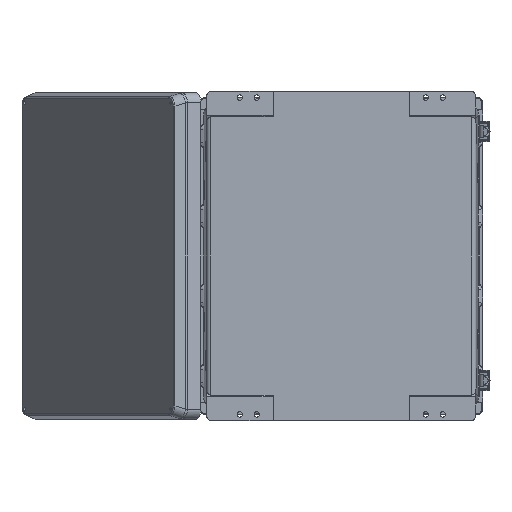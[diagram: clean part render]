
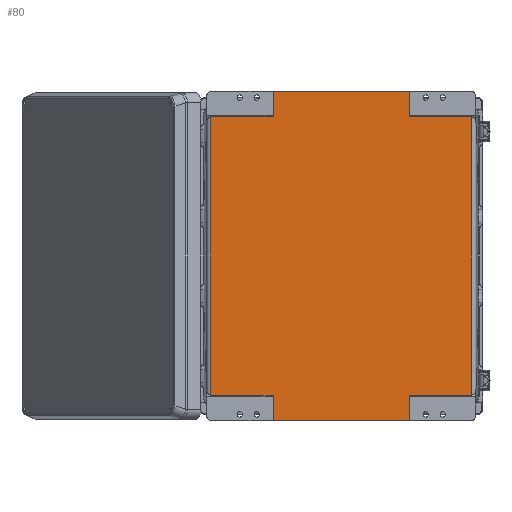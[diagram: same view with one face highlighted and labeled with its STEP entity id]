
A CAD part, front view. The second image highlights one B-rep face of the part: STEP entity #80.
In plain terms, the highlighted planar face has unit normal (0, -1, 0).
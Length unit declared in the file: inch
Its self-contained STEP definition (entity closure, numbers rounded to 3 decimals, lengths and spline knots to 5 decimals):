
#80 = ADVANCED_FACE ( 'NONE', ( #5192 ), #12085, .F. ) ;
#121 = CARTESIAN_POINT ( 'NONE',  ( 8.11811, 0.05906, -1.51961 ) ) ;
#185 = CARTESIAN_POINT ( 'NONE',  ( 4.03163, 0.05906, -19.48819 ) ) ;
#653 = DIRECTION ( 'NONE',  ( -1., 0., 0. ) ) ;
#2028 = EDGE_CURVE ( 'NONE', #17222, #2638, #20447, .T. ) ;
#2148 = VERTEX_POINT ( 'NONE', #185 ) ;
#2151 = ORIENTED_EDGE ( 'NONE', *, *, #38014, .T. ) ;
#2432 = EDGE_CURVE ( 'NONE', #15026, #17222, #33453, .T. ) ;
#2638 = VERTEX_POINT ( 'NONE', #17819 ) ;
#2769 = CARTESIAN_POINT ( 'NONE',  ( -8.11811, 0.05906, -1.51961 ) ) ;
#5192 = FACE_OUTER_BOUND ( 'NONE', #35279, .T. ) ;
#5848 = VERTEX_POINT ( 'NONE', #11889 ) ;
#5862 = ORIENTED_EDGE ( 'NONE', *, *, #7073, .F. ) ;
#7073 = EDGE_CURVE ( 'NONE', #46329, #2148, #39464, .T. ) ;
#8386 = VECTOR ( 'NONE', #45810, 39.37008 ) ;
#9374 = ORIENTED_EDGE ( 'NONE', *, *, #2028, .T. ) ;
#9857 = CARTESIAN_POINT ( 'NONE',  ( -4.03163, 0.05906, -17.96858 ) ) ;
#10088 = VECTOR ( 'NONE', #40778, 39.37008 ) ;
#11889 = CARTESIAN_POINT ( 'NONE',  ( -7.73754, 0.05906, -17.96858 ) ) ;
#12085 = PLANE ( 'NONE',  #13576 ) ;
#12099 = LINE ( 'NONE', #18365, #8386 ) ;
#12467 = CARTESIAN_POINT ( 'NONE',  ( 8.11811, 0.05906, -1.51961 ) ) ;
#12750 = LINE ( 'NONE', #47414, #22008 ) ;
#13261 = DIRECTION ( 'NONE',  ( 0., 0., 1. ) ) ;
#13576 = AXIS2_PLACEMENT_3D ( 'NONE', #121, #35500, #43302 ) ;
#14226 = VERTEX_POINT ( 'NONE', #32282 ) ;
#14673 = CARTESIAN_POINT ( 'NONE',  ( 7.73754, 0.05906, -1.51961 ) ) ;
#14991 = VERTEX_POINT ( 'NONE', #15029 ) ;
#15026 = VERTEX_POINT ( 'NONE', #26818 ) ;
#15029 = CARTESIAN_POINT ( 'NONE',  ( -4.03163, 0.05906, -1.51961 ) ) ;
#16595 = VECTOR ( 'NONE', #13261, 39.37008 ) ;
#17145 = LINE ( 'NONE', #14673, #46916 ) ;
#17222 = VERTEX_POINT ( 'NONE', #19025 ) ;
#17819 = CARTESIAN_POINT ( 'NONE',  ( -4.03163, 0.05906, 0. ) ) ;
#18200 = CARTESIAN_POINT ( 'NONE',  ( 7.73754, 0.05906, -1.51961 ) ) ;
#18225 = ORIENTED_EDGE ( 'NONE', *, *, #31740, .F. ) ;
#18365 = CARTESIAN_POINT ( 'NONE',  ( 8.11811, 0.05906, -17.96858 ) ) ;
#18443 = DIRECTION ( 'NONE',  ( 0., 0., 1. ) ) ;
#19025 = CARTESIAN_POINT ( 'NONE',  ( 4.03163, 0.05906, 0. ) ) ;
#19213 = CARTESIAN_POINT ( 'NONE',  ( 8.11811, 0.05906, 0. ) ) ;
#19402 = ORIENTED_EDGE ( 'NONE', *, *, #21615, .T. ) ;
#19784 = ORIENTED_EDGE ( 'NONE', *, *, #27115, .F. ) ;
#20447 = LINE ( 'NONE', #19213, #42822 ) ;
#20716 = EDGE_CURVE ( 'NONE', #49242, #35563, #31405, .T. ) ;
#21615 = EDGE_CURVE ( 'NONE', #5848, #49242, #12750, .T. ) ;
#21868 = EDGE_CURVE ( 'NONE', #14226, #46329, #12099, .T. ) ;
#22008 = VECTOR ( 'NONE', #51404, 39.37008 ) ;
#22886 = VECTOR ( 'NONE', #44412, 39.37008 ) ;
#23696 = CARTESIAN_POINT ( 'NONE',  ( -4.03163, 0.05906, -20.34606 ) ) ;
#23848 = CARTESIAN_POINT ( 'NONE',  ( -7.73754, 0.05906, -1.51961 ) ) ;
#23852 = DIRECTION ( 'NONE',  ( 0., 0., 1. ) ) ;
#26818 = CARTESIAN_POINT ( 'NONE',  ( 4.03163, 0.05906, -1.51961 ) ) ;
#27115 = EDGE_CURVE ( 'NONE', #14991, #2638, #40596, .T. ) ;
#27526 = ORIENTED_EDGE ( 'NONE', *, *, #21868, .F. ) ;
#27921 = CARTESIAN_POINT ( 'NONE',  ( -4.03163, 0.05906, -19.48819 ) ) ;
#29820 = VERTEX_POINT ( 'NONE', #18200 ) ;
#29993 = VECTOR ( 'NONE', #18443, 39.37008 ) ;
#30476 = DIRECTION ( 'NONE',  ( 1., 0., 0. ) ) ;
#30589 = CARTESIAN_POINT ( 'NONE',  ( 4.03163, 0.05906, -20.34606 ) ) ;
#31405 = LINE ( 'NONE', #23696, #39506 ) ;
#31673 = ORIENTED_EDGE ( 'NONE', *, *, #50925, .T. ) ;
#31740 = EDGE_CURVE ( 'NONE', #5848, #50725, #40213, .T. ) ;
#32240 = CARTESIAN_POINT ( 'NONE',  ( -7.73754, 0.05906, -1.51961 ) ) ;
#32282 = CARTESIAN_POINT ( 'NONE',  ( 7.73754, 0.05906, -17.96858 ) ) ;
#33031 = ORIENTED_EDGE ( 'NONE', *, *, #2432, .T. ) ;
#33453 = LINE ( 'NONE', #35745, #22886 ) ;
#34274 = EDGE_CURVE ( 'NONE', #2148, #35563, #47280, .T. ) ;
#34722 = VECTOR ( 'NONE', #30476, 39.37008 ) ;
#35032 = DIRECTION ( 'NONE',  ( -1., 0., 0. ) ) ;
#35279 = EDGE_LOOP ( 'NONE', ( #18225, #19402, #48382, #40316, #5862, #27526, #2151, #31673, #33031, #9374, #19784, #44968 ) ) ;
#35500 = DIRECTION ( 'NONE',  ( 0., 1., 0. ) ) ;
#35563 = VERTEX_POINT ( 'NONE', #27921 ) ;
#35745 = CARTESIAN_POINT ( 'NONE',  ( 4.03163, 0.05906, 0.85787 ) ) ;
#36047 = EDGE_CURVE ( 'NONE', #50725, #14991, #43396, .T. ) ;
#36987 = CARTESIAN_POINT ( 'NONE',  ( 8.11811, 0.05906, -19.48819 ) ) ;
#37602 = VECTOR ( 'NONE', #50229, 39.37008 ) ;
#38014 = EDGE_CURVE ( 'NONE', #14226, #29820, #17145, .T. ) ;
#39464 = LINE ( 'NONE', #30589, #37602 ) ;
#39506 = VECTOR ( 'NONE', #51447, 39.37008 ) ;
#40213 = LINE ( 'NONE', #23848, #16595 ) ;
#40316 = ORIENTED_EDGE ( 'NONE', *, *, #34274, .F. ) ;
#40596 = LINE ( 'NONE', #50558, #29993 ) ;
#40778 = DIRECTION ( 'NONE',  ( -1., 0., 0. ) ) ;
#42822 = VECTOR ( 'NONE', #35032, 39.37008 ) ;
#43302 = DIRECTION ( 'NONE',  ( 0., 0., 1. ) ) ;
#43396 = LINE ( 'NONE', #2769, #34722 ) ;
#44017 = CARTESIAN_POINT ( 'NONE',  ( 4.03163, 0.05906, -17.96858 ) ) ;
#44412 = DIRECTION ( 'NONE',  ( 0., 0., 1. ) ) ;
#44968 = ORIENTED_EDGE ( 'NONE', *, *, #36047, .F. ) ;
#45810 = DIRECTION ( 'NONE',  ( -1., 0., 0. ) ) ;
#46329 = VERTEX_POINT ( 'NONE', #44017 ) ;
#46916 = VECTOR ( 'NONE', #23852, 39.37008 ) ;
#47280 = LINE ( 'NONE', #36987, #10088 ) ;
#47414 = CARTESIAN_POINT ( 'NONE',  ( -8.11811, 0.05906, -17.96858 ) ) ;
#48382 = ORIENTED_EDGE ( 'NONE', *, *, #20716, .T. ) ;
#48824 = VECTOR ( 'NONE', #653, 39.37008 ) ;
#49242 = VERTEX_POINT ( 'NONE', #9857 ) ;
#50229 = DIRECTION ( 'NONE',  ( 0., 0., -1. ) ) ;
#50558 = CARTESIAN_POINT ( 'NONE',  ( -4.03163, 0.05906, 0.85787 ) ) ;
#50725 = VERTEX_POINT ( 'NONE', #32240 ) ;
#50925 = EDGE_CURVE ( 'NONE', #29820, #15026, #51258, .T. ) ;
#51258 = LINE ( 'NONE', #12467, #48824 ) ;
#51404 = DIRECTION ( 'NONE',  ( 1., 0., 0. ) ) ;
#51447 = DIRECTION ( 'NONE',  ( 0., 0., -1. ) ) ;
